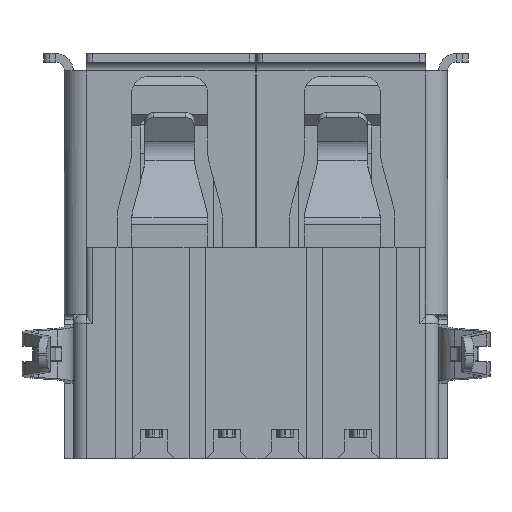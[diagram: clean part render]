
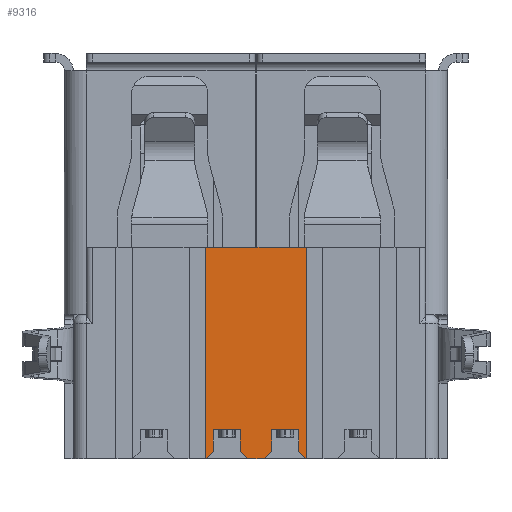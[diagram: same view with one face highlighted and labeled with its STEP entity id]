
A CAD part, front view. The second image highlights one B-rep face of the part: STEP entity #9316.
In plain terms, the highlighted planar face has unit normal (0, -1, 0).
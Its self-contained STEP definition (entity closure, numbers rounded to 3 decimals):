
#35 = VECTOR ( 'NONE', #12173, 1000. ) ;
#600 = CARTESIAN_POINT ( 'NONE',  ( 0.54, 3.57, 0. ) ) ;
#689 = VECTOR ( 'NONE', #8859, 1000. ) ;
#987 = VECTOR ( 'NONE', #11002, 1000. ) ;
#1214 = VECTOR ( 'NONE', #10855, 1000. ) ;
#1714 = CARTESIAN_POINT ( 'NONE',  ( 0.29, 3.57, -6.625 ) ) ;
#2138 = ORIENTED_EDGE ( 'NONE', *, *, #11706, .T. ) ;
#2144 = DIRECTION ( 'NONE',  ( 0.707, 0., -0.707 ) ) ;
#2320 = VECTOR ( 'NONE', #5624, 1000. ) ;
#2605 = VERTEX_POINT ( 'NONE', #1714 ) ;
#2739 = VERTEX_POINT ( 'NONE', #18719 ) ;
#2763 = VERTEX_POINT ( 'NONE', #8945 ) ;
#2776 = CARTESIAN_POINT ( 'NONE',  ( -1.71, 3.57, -6.625 ) ) ;
#2987 = ORIENTED_EDGE ( 'NONE', *, *, #10222, .T. ) ;
#3225 = DIRECTION ( 'NONE',  ( 0.707, 0., -0.707 ) ) ;
#3229 = CARTESIAN_POINT ( 'NONE',  ( 1.46, 3.57, -6.375 ) ) ;
#3265 = DIRECTION ( 'NONE',  ( -1., 0., 0. ) ) ;
#3538 = EDGE_CURVE ( 'NONE', #12486, #17792, #20406, .T. ) ;
#3604 = VERTEX_POINT ( 'NONE', #8214 ) ;
#3935 = DIRECTION ( 'NONE',  ( 0., 0., 1. ) ) ;
#3944 = LINE ( 'NONE', #11654, #6797 ) ;
#4017 = CARTESIAN_POINT ( 'NONE',  ( 0., 3.57, -6.625 ) ) ;
#4763 = CARTESIAN_POINT ( 'NONE',  ( -3.458, 3.57, -3.457 ) ) ;
#5174 = LINE ( 'NONE', #18547, #2320 ) ;
#5405 = VECTOR ( 'NONE', #15877, 1000. ) ;
#5624 = DIRECTION ( 'NONE',  ( 1., 0., 0. ) ) ;
#5770 = PLANE ( 'NONE',  #7372 ) ;
#6196 = LINE ( 'NONE', #4017, #15999 ) ;
#6466 = EDGE_CURVE ( 'NONE', #2605, #17792, #6196, .T. ) ;
#6797 = VECTOR ( 'NONE', #3265, 1000. ) ;
#6835 = FACE_OUTER_BOUND ( 'NONE', #13396, .T. ) ;
#6898 = LINE ( 'NONE', #10588, #11818 ) ;
#7372 = AXIS2_PLACEMENT_3D ( 'NONE', #12609, #18906, #14199 ) ;
#7551 = VECTOR ( 'NONE', #10672, 1000. ) ;
#7809 = EDGE_CURVE ( 'NONE', #12486, #8892, #6898, .T. ) ;
#8214 = CARTESIAN_POINT ( 'NONE',  ( -1.71, 3.57, -6.625 ) ) ;
#8452 = ORIENTED_EDGE ( 'NONE', *, *, #12795, .F. ) ;
#8480 = EDGE_CURVE ( 'NONE', #3604, #11811, #15659, .T. ) ;
#8859 = DIRECTION ( 'NONE',  ( 0.707, 0., 0.707 ) ) ;
#8888 = CARTESIAN_POINT ( 'NONE',  ( 1.71, 3.57, -6.625 ) ) ;
#8892 = VERTEX_POINT ( 'NONE', #10671 ) ;
#8911 = EDGE_CURVE ( 'NONE', #3604, #11975, #10206, .T. ) ;
#8928 = VECTOR ( 'NONE', #18785, 1000. ) ;
#8945 = CARTESIAN_POINT ( 'NONE',  ( -1.46, 3.57, -5.64 ) ) ;
#9022 = CARTESIAN_POINT ( 'NONE',  ( 0.54, 3.57, -6.375 ) ) ;
#9316 = ADVANCED_FACE ( 'NONE', ( #6835 ), #5770, .T. ) ;
#9714 = ORIENTED_EDGE ( 'NONE', *, *, #7809, .F. ) ;
#10083 = EDGE_CURVE ( 'NONE', #20095, #11811, #3944, .T. ) ;
#10086 = ORIENTED_EDGE ( 'NONE', *, *, #19667, .F. ) ;
#10206 = LINE ( 'NONE', #12418, #689 ) ;
#10222 = EDGE_CURVE ( 'NONE', #12728, #20267, #17404, .T. ) ;
#10281 = LINE ( 'NONE', #12493, #5405 ) ;
#10370 = ORIENTED_EDGE ( 'NONE', *, *, #12398, .T. ) ;
#10429 = CARTESIAN_POINT ( 'NONE',  ( -1.71, 3.57, 0.595 ) ) ;
#10483 = DIRECTION ( 'NONE',  ( 0., 0., -1. ) ) ;
#10561 = CARTESIAN_POINT ( 'NONE',  ( 1.46, 3.57, -5.64 ) ) ;
#10588 = CARTESIAN_POINT ( 'NONE',  ( -0.54, 3.57, 0. ) ) ;
#10671 = CARTESIAN_POINT ( 'NONE',  ( -0.54, 3.57, -5.64 ) ) ;
#10672 = DIRECTION ( 'NONE',  ( 0., 0., 1. ) ) ;
#10855 = DIRECTION ( 'NONE',  ( 0., 0., 1. ) ) ;
#10889 = LINE ( 'NONE', #19762, #18410 ) ;
#11002 = DIRECTION ( 'NONE',  ( 0., 0., 1. ) ) ;
#11291 = ORIENTED_EDGE ( 'NONE', *, *, #8911, .T. ) ;
#11654 = CARTESIAN_POINT ( 'NONE',  ( 0., 3.57, 0.595 ) ) ;
#11706 = EDGE_CURVE ( 'NONE', #2605, #12728, #14716, .T. ) ;
#11811 = VERTEX_POINT ( 'NONE', #10429 ) ;
#11818 = VECTOR ( 'NONE', #3935, 1000. ) ;
#11896 = ORIENTED_EDGE ( 'NONE', *, *, #17078, .T. ) ;
#11975 = VERTEX_POINT ( 'NONE', #16797 ) ;
#12110 = DIRECTION ( 'NONE',  ( -1., 0., 0. ) ) ;
#12173 = DIRECTION ( 'NONE',  ( 0.707, 0., 0.707 ) ) ;
#12203 = CARTESIAN_POINT ( 'NONE',  ( 0., 3.57, -5.64 ) ) ;
#12385 = LINE ( 'NONE', #8888, #17557 ) ;
#12398 = EDGE_CURVE ( 'NONE', #11975, #2763, #13605, .T. ) ;
#12418 = CARTESIAN_POINT ( 'NONE',  ( 2.457, 3.57, -2.457 ) ) ;
#12486 = VERTEX_POINT ( 'NONE', #13240 ) ;
#12493 = CARTESIAN_POINT ( 'NONE',  ( 1.46, 3.57, 0. ) ) ;
#12609 = CARTESIAN_POINT ( 'NONE',  ( 0., 3.57, 0. ) ) ;
#12728 = VERTEX_POINT ( 'NONE', #9022 ) ;
#12795 = EDGE_CURVE ( 'NONE', #19724, #20267, #13343, .T. ) ;
#13172 = ORIENTED_EDGE ( 'NONE', *, *, #6466, .F. ) ;
#13204 = VECTOR ( 'NONE', #3225, 1000. ) ;
#13240 = CARTESIAN_POINT ( 'NONE',  ( -0.54, 3.57, -6.375 ) ) ;
#13269 = CARTESIAN_POINT ( 'NONE',  ( 1.71, 3.57, 0.595 ) ) ;
#13343 = LINE ( 'NONE', #12203, #8928 ) ;
#13396 = EDGE_LOOP ( 'NONE', ( #18774, #19333, #16676, #20425, #11291, #10370, #11896, #9714, #18058, #13172, #2138, #2987, #8452, #10086 ) ) ;
#13605 = LINE ( 'NONE', #21195, #987 ) ;
#13749 = CARTESIAN_POINT ( 'NONE',  ( 0.54, 3.57, -5.64 ) ) ;
#14199 = DIRECTION ( 'NONE',  ( 0., 0., -1. ) ) ;
#14716 = LINE ( 'NONE', #17093, #35 ) ;
#15659 = LINE ( 'NONE', #2776, #1214 ) ;
#15877 = DIRECTION ( 'NONE',  ( 0., 0., 1. ) ) ;
#15948 = VERTEX_POINT ( 'NONE', #3229 ) ;
#15999 = VECTOR ( 'NONE', #12110, 1000. ) ;
#16093 = EDGE_CURVE ( 'NONE', #15948, #2739, #10889, .T. ) ;
#16412 = CARTESIAN_POINT ( 'NONE',  ( -0.29, 3.57, -6.625 ) ) ;
#16676 = ORIENTED_EDGE ( 'NONE', *, *, #10083, .T. ) ;
#16797 = CARTESIAN_POINT ( 'NONE',  ( -1.46, 3.57, -6.375 ) ) ;
#17078 = EDGE_CURVE ( 'NONE', #2763, #8892, #5174, .T. ) ;
#17093 = CARTESIAN_POINT ( 'NONE',  ( 3.458, 3.57, -3.457 ) ) ;
#17404 = LINE ( 'NONE', #600, #7551 ) ;
#17557 = VECTOR ( 'NONE', #10483, 1000. ) ;
#17792 = VERTEX_POINT ( 'NONE', #16412 ) ;
#18058 = ORIENTED_EDGE ( 'NONE', *, *, #3538, .T. ) ;
#18410 = VECTOR ( 'NONE', #2144, 1000. ) ;
#18547 = CARTESIAN_POINT ( 'NONE',  ( 0., 3.57, -5.64 ) ) ;
#18719 = CARTESIAN_POINT ( 'NONE',  ( 1.71, 3.57, -6.625 ) ) ;
#18774 = ORIENTED_EDGE ( 'NONE', *, *, #16093, .T. ) ;
#18785 = DIRECTION ( 'NONE',  ( -1., 0., 0. ) ) ;
#18906 = DIRECTION ( 'NONE',  ( 0., -1., 0. ) ) ;
#18922 = EDGE_CURVE ( 'NONE', #20095, #2739, #12385, .T. ) ;
#19333 = ORIENTED_EDGE ( 'NONE', *, *, #18922, .F. ) ;
#19667 = EDGE_CURVE ( 'NONE', #15948, #19724, #10281, .T. ) ;
#19724 = VERTEX_POINT ( 'NONE', #10561 ) ;
#19762 = CARTESIAN_POINT ( 'NONE',  ( -2.457, 3.57, -2.457 ) ) ;
#20095 = VERTEX_POINT ( 'NONE', #13269 ) ;
#20267 = VERTEX_POINT ( 'NONE', #13749 ) ;
#20406 = LINE ( 'NONE', #4763, #13204 ) ;
#20425 = ORIENTED_EDGE ( 'NONE', *, *, #8480, .F. ) ;
#21195 = CARTESIAN_POINT ( 'NONE',  ( -1.46, 3.57, 0. ) ) ;
